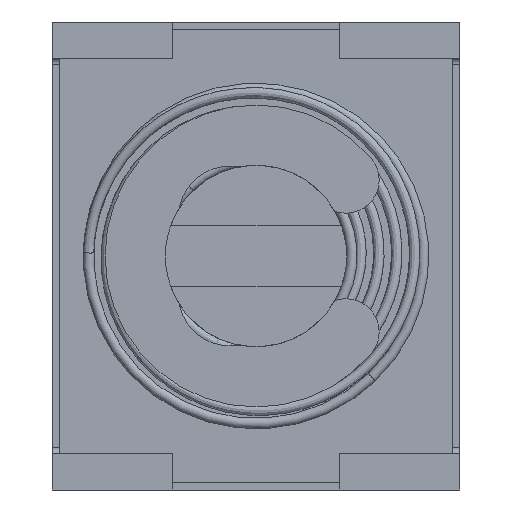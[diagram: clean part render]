
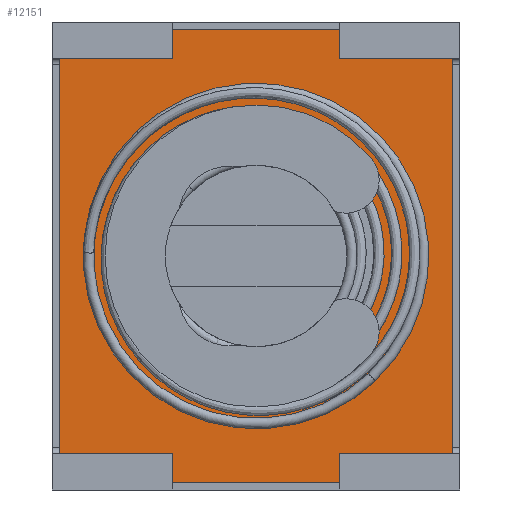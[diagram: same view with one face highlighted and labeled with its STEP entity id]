
A CAD part, left-side view. The second image highlights one B-rep face of the part: STEP entity #12151.
In plain terms, the highlighted face is planar.
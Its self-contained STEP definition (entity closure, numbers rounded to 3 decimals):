
#75 = DIRECTION ( 'NONE',  ( 0., 0., 1. ) ) ;
#94 = CARTESIAN_POINT ( 'NONE',  ( -6.55, 2.775, 1.2 ) ) ;
#95 = CARTESIAN_POINT ( 'NONE',  ( 0., 0., 1.2 ) ) ;
#293 = CARTESIAN_POINT ( 'NONE',  ( 6.55, -2.775, 1.2 ) ) ;
#301 = DIRECTION ( 'NONE',  ( 1., 0., 0. ) ) ;
#311 = DIRECTION ( 'NONE',  ( 1., 0., 0. ) ) ;
#329 = CARTESIAN_POINT ( 'NONE',  ( 0., 0., 1.2 ) ) ;
#343 = ORIENTED_EDGE ( 'NONE', *, *, #2287, .F. ) ;
#457 = VECTOR ( 'NONE', #726, 1000. ) ;
#499 = VECTOR ( 'NONE', #1404, 1000. ) ;
#505 = CARTESIAN_POINT ( 'NONE',  ( 6.55, 6.5, 1.2 ) ) ;
#726 = DIRECTION ( 'NONE',  ( -1., 0., 0. ) ) ;
#808 = LINE ( 'NONE', #3219, #7005 ) ;
#983 = CARTESIAN_POINT ( 'NONE',  ( 7.5, -2.775, 1.2 ) ) ;
#1060 = DIRECTION ( 'NONE',  ( 0., -1., 0. ) ) ;
#1339 = CARTESIAN_POINT ( 'NONE',  ( -4.2, 0., 1.2 ) ) ;
#1390 = VERTEX_POINT ( 'NONE', #983 ) ;
#1404 = DIRECTION ( 'NONE',  ( -1., 0., 0. ) ) ;
#1509 = LINE ( 'NONE', #4679, #8446 ) ;
#1549 = VERTEX_POINT ( 'NONE', #94 ) ;
#1562 = AXIS2_PLACEMENT_3D ( 'NONE', #1863, #75, #10583 ) ;
#1690 = EDGE_CURVE ( 'NONE', #7518, #10259, #808, .T. ) ;
#1821 = FACE_BOUND ( 'NONE', #10034, .T. ) ;
#1856 = LINE ( 'NONE', #5940, #12086 ) ;
#1863 = CARTESIAN_POINT ( 'NONE',  ( 0., 0., 1.2 ) ) ;
#1912 = DIRECTION ( 'NONE',  ( 0., -1., 0. ) ) ;
#1941 = LINE ( 'NONE', #5732, #11878 ) ;
#2124 = VECTOR ( 'NONE', #10183, 1000. ) ;
#2135 = ORIENTED_EDGE ( 'NONE', *, *, #6045, .F. ) ;
#2287 = EDGE_CURVE ( 'NONE', #1390, #5363, #6231, .T. ) ;
#2448 = VERTEX_POINT ( 'NONE', #505 ) ;
#2759 = ORIENTED_EDGE ( 'NONE', *, *, #5082, .F. ) ;
#2847 = LINE ( 'NONE', #9840, #12188 ) ;
#2919 = DIRECTION ( 'NONE',  ( 0., 0., 1. ) ) ;
#3192 = ORIENTED_EDGE ( 'NONE', *, *, #10523, .T. ) ;
#3219 = CARTESIAN_POINT ( 'NONE',  ( 7.5, 2.775, 1.2 ) ) ;
#3240 = EDGE_CURVE ( 'NONE', #3778, #8431, #6947, .T. ) ;
#3441 = CARTESIAN_POINT ( 'NONE',  ( -6.55, 6.5, 1.2 ) ) ;
#3635 = VECTOR ( 'NONE', #8263, 1000. ) ;
#3661 = ORIENTED_EDGE ( 'NONE', *, *, #4308, .F. ) ;
#3772 = FACE_OUTER_BOUND ( 'NONE', #9881, .T. ) ;
#3778 = VERTEX_POINT ( 'NONE', #1339 ) ;
#4026 = PLANE ( 'NONE',  #9157 ) ;
#4042 = DIRECTION ( 'NONE',  ( 1., 0., 0. ) ) ;
#4161 = CARTESIAN_POINT ( 'NONE',  ( 6.55, -6.5, 1.2 ) ) ;
#4195 = LINE ( 'NONE', #11999, #7206 ) ;
#4308 = EDGE_CURVE ( 'NONE', #11850, #10042, #7398, .T. ) ;
#4560 = ORIENTED_EDGE ( 'NONE', *, *, #11431, .F. ) ;
#4679 = CARTESIAN_POINT ( 'NONE',  ( 6.55, -6.5, 1.2 ) ) ;
#4726 = DIRECTION ( 'NONE',  ( 0., -1., 0. ) ) ;
#4983 = DIRECTION ( 'NONE',  ( -1., 0., 0. ) ) ;
#5016 = ORIENTED_EDGE ( 'NONE', *, *, #12480, .T. ) ;
#5082 = EDGE_CURVE ( 'NONE', #8431, #3778, #5345, .T. ) ;
#5132 = CARTESIAN_POINT ( 'NONE',  ( 4.2, 0., 1.2 ) ) ;
#5345 = CIRCLE ( 'NONE', #1562, 4.2 ) ;
#5363 = VERTEX_POINT ( 'NONE', #293 ) ;
#5535 = CARTESIAN_POINT ( 'NONE',  ( -7.5, -2.775, 1.2 ) ) ;
#5732 = CARTESIAN_POINT ( 'NONE',  ( 6.55, 6.5, 1.2 ) ) ;
#5940 = CARTESIAN_POINT ( 'NONE',  ( -7.5, 6.5, 1.2 ) ) ;
#6045 = EDGE_CURVE ( 'NONE', #2448, #7518, #1941, .T. ) ;
#6096 = CARTESIAN_POINT ( 'NONE',  ( 7.5, -2.775, 1.2 ) ) ;
#6150 = ORIENTED_EDGE ( 'NONE', *, *, #3240, .F. ) ;
#6231 = LINE ( 'NONE', #6096, #499 ) ;
#6500 = LINE ( 'NONE', #11112, #3635 ) ;
#6607 = EDGE_CURVE ( 'NONE', #5363, #11508, #1509, .T. ) ;
#6723 = ORIENTED_EDGE ( 'NONE', *, *, #10881, .F. ) ;
#6909 = LINE ( 'NONE', #10809, #12036 ) ;
#6940 = CARTESIAN_POINT ( 'NONE',  ( -7.5, 2.775, 1.2 ) ) ;
#6947 = CIRCLE ( 'NONE', #8808, 4.2 ) ;
#7005 = VECTOR ( 'NONE', #311, 1000. ) ;
#7063 = CARTESIAN_POINT ( 'NONE',  ( -7.5, 2.775, 1.2 ) ) ;
#7079 = ORIENTED_EDGE ( 'NONE', *, *, #6607, .F. ) ;
#7108 = LINE ( 'NONE', #8313, #2124 ) ;
#7116 = DIRECTION ( 'NONE',  ( 0., 0., 1. ) ) ;
#7206 = VECTOR ( 'NONE', #11035, 1000. ) ;
#7270 = LINE ( 'NONE', #6940, #8606 ) ;
#7333 = CARTESIAN_POINT ( 'NONE',  ( -7.5, -2.775, 1.2 ) ) ;
#7398 = LINE ( 'NONE', #5535, #457 ) ;
#7518 = VERTEX_POINT ( 'NONE', #7619 ) ;
#7619 = CARTESIAN_POINT ( 'NONE',  ( 6.55, 2.775, 1.2 ) ) ;
#8197 = ORIENTED_EDGE ( 'NONE', *, *, #1690, .F. ) ;
#8263 = DIRECTION ( 'NONE',  ( 0., 1., 0. ) ) ;
#8313 = CARTESIAN_POINT ( 'NONE',  ( -6.55, -6.5, 1.2 ) ) ;
#8431 = VERTEX_POINT ( 'NONE', #5132 ) ;
#8442 = VERTEX_POINT ( 'NONE', #7063 ) ;
#8446 = VECTOR ( 'NONE', #4726, 1000. ) ;
#8606 = VECTOR ( 'NONE', #9913, 1000. ) ;
#8808 = AXIS2_PLACEMENT_3D ( 'NONE', #329, #7116, #4042 ) ;
#9157 = AXIS2_PLACEMENT_3D ( 'NONE', #95, #2919, #11629 ) ;
#9326 = CARTESIAN_POINT ( 'NONE',  ( -6.55, -2.775, 1.2 ) ) ;
#9840 = CARTESIAN_POINT ( 'NONE',  ( -7.5, 6.5, 1.2 ) ) ;
#9881 = EDGE_LOOP ( 'NONE', ( #11086, #4560, #5016, #3661, #6723, #10516, #7079, #343, #10011, #8197, #2135, #3192 ) ) ;
#9913 = DIRECTION ( 'NONE',  ( 1., 0., 0. ) ) ;
#10011 = ORIENTED_EDGE ( 'NONE', *, *, #11678, .T. ) ;
#10034 = EDGE_LOOP ( 'NONE', ( #2759, #6150 ) ) ;
#10042 = VERTEX_POINT ( 'NONE', #7333 ) ;
#10183 = DIRECTION ( 'NONE',  ( 0., 1., 0. ) ) ;
#10259 = VERTEX_POINT ( 'NONE', #10511 ) ;
#10511 = CARTESIAN_POINT ( 'NONE',  ( 7.5, 2.775, 1.2 ) ) ;
#10516 = ORIENTED_EDGE ( 'NONE', *, *, #10604, .T. ) ;
#10523 = EDGE_CURVE ( 'NONE', #2448, #12290, #1856, .T. ) ;
#10583 = DIRECTION ( 'NONE',  ( 1., 0., 0. ) ) ;
#10604 = EDGE_CURVE ( 'NONE', #11190, #11508, #6909, .T. ) ;
#10625 = EDGE_CURVE ( 'NONE', #1549, #12290, #4195, .T. ) ;
#10809 = CARTESIAN_POINT ( 'NONE',  ( -7.5, -6.5, 1.2 ) ) ;
#10881 = EDGE_CURVE ( 'NONE', #11190, #11850, #7108, .T. ) ;
#11035 = DIRECTION ( 'NONE',  ( 0., 1., 0. ) ) ;
#11086 = ORIENTED_EDGE ( 'NONE', *, *, #10625, .F. ) ;
#11112 = CARTESIAN_POINT ( 'NONE',  ( 7.5, 6.5, 1.2 ) ) ;
#11190 = VERTEX_POINT ( 'NONE', #12411 ) ;
#11431 = EDGE_CURVE ( 'NONE', #8442, #1549, #7270, .T. ) ;
#11508 = VERTEX_POINT ( 'NONE', #4161 ) ;
#11629 = DIRECTION ( 'NONE',  ( 1., 0., 0. ) ) ;
#11678 = EDGE_CURVE ( 'NONE', #1390, #10259, #6500, .T. ) ;
#11850 = VERTEX_POINT ( 'NONE', #9326 ) ;
#11878 = VECTOR ( 'NONE', #1912, 1000. ) ;
#11999 = CARTESIAN_POINT ( 'NONE',  ( -6.55, 6.5, 1.2 ) ) ;
#12036 = VECTOR ( 'NONE', #301, 1000. ) ;
#12086 = VECTOR ( 'NONE', #4983, 1000. ) ;
#12151 = ADVANCED_FACE ( 'NONE', ( #1821, #3772 ), #4026, .T. ) ;
#12188 = VECTOR ( 'NONE', #1060, 1000. ) ;
#12290 = VERTEX_POINT ( 'NONE', #3441 ) ;
#12411 = CARTESIAN_POINT ( 'NONE',  ( -6.55, -6.5, 1.2 ) ) ;
#12480 = EDGE_CURVE ( 'NONE', #8442, #10042, #2847, .T. ) ;
